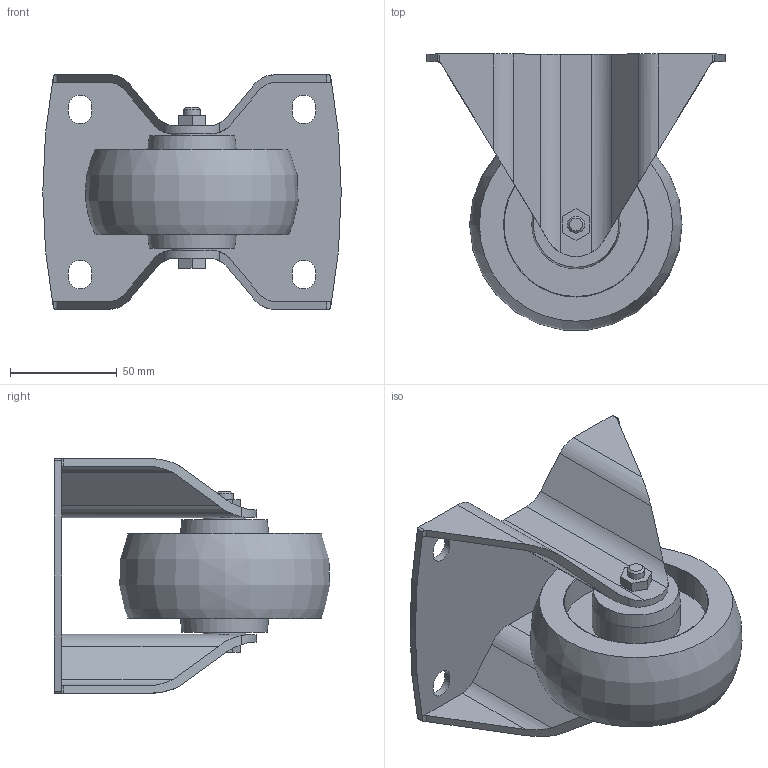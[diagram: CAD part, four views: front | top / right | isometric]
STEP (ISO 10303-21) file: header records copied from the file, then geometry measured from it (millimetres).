
FILE_DESCRIPTION(/* description */ ('STEP AP203'),/* implementation_level */ '2;1');
FILE_NAME(/* name */ 'K1788.10100040130',/* time_stamp */ '2025-06-24T16:01:39+02:00',/* author */ ('License CC BY-ND 4.0'),/* organization */ ('CADENAS'),/* preprocessor_version */ 'ST-DEVELOPER v19.3',/* originating_system */ 'PARTsolutions',/* authorisation */ ' ');
FILE_SCHEMA (('CONFIG_CONTROL_DESIGN'));
Length unit declared in the file: millimetre
Products named in the file (1): K1788.10100040130
Bounding box: 140 x 129.42 x 110 mm (x, y, z)
Volume: 359044.3 mm3; surface area: 94405.1 mm2
Topology: 1 solids, 1 shells, 106 faces, 287 edges, 190 vertices
Faces by surface type: plane 57, cylinder 43, cone 5, torus 1
Full cylindrical faces by diameter (mm): 8 x1, 20 x2, 41.5 x2, 67.5 x2
Entity records: 3344 total; most frequent: CARTESIAN_POINT 629, DIRECTION 564, ORIENTED_EDGE 542, EDGE_CURVE 271, AXIS2_PLACEMENT_3D 202, VERTEX_POINT 187, LINE 160, VECTOR 160
